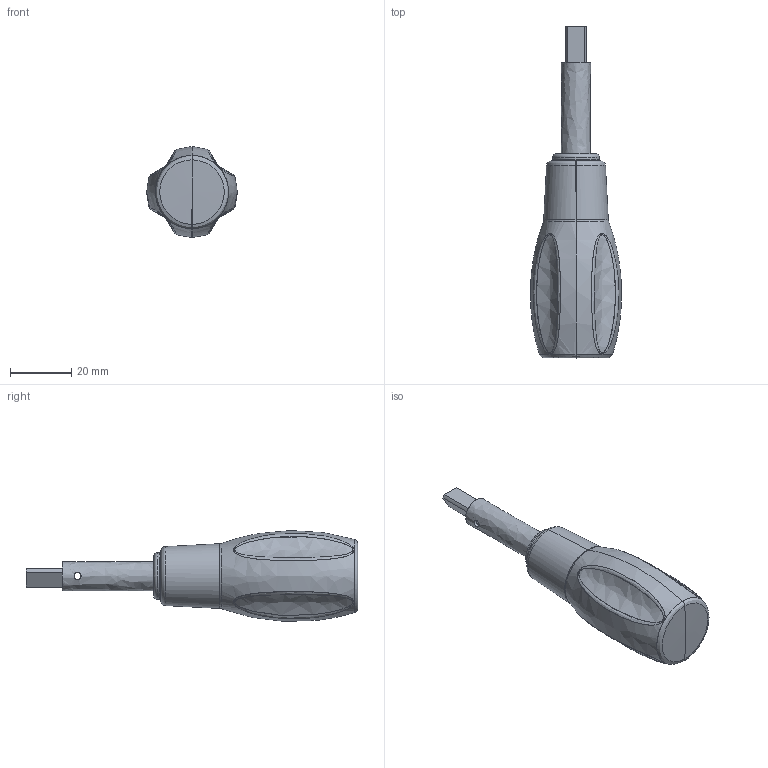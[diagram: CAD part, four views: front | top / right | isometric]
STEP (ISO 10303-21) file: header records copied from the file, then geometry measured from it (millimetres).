
FILE_DESCRIPTION((''),'2;1');
FILE_NAME('PI.stp','2021-05-17T13:47:11',(''),(''),'AutoCAD STEP 2000i','AutoCAD 2000i',', , ');
FILE_SCHEMA(('CONFIG_CONTROL_DESIGN'));
Length unit declared in the file: millimetre
Products named in the file (1): PI
Bounding box: 29.65 x 108.25 x 29.63 mm (x, y, z)
Surface area: 9061.3 mm2 (no closed solid volume)
Topology: 0 solids, 0 shells, 66 faces, 302 edges, 278 vertices
Faces by surface type: bspline 66
Entity records: 9759 total; most frequent: CARTESIAN_POINT 8332, QUASI_UNIFORM_CURVE 362, PCURVE 300, COMPOSITE_CURVE_SEGMENT 300, B_SPLINE_CURVE_WITH_KNOTS 184, OUTER_BOUNDARY_CURVE 66, CURVE_BOUNDED_SURFACE 66, QUASI_UNIFORM_SURFACE 28
